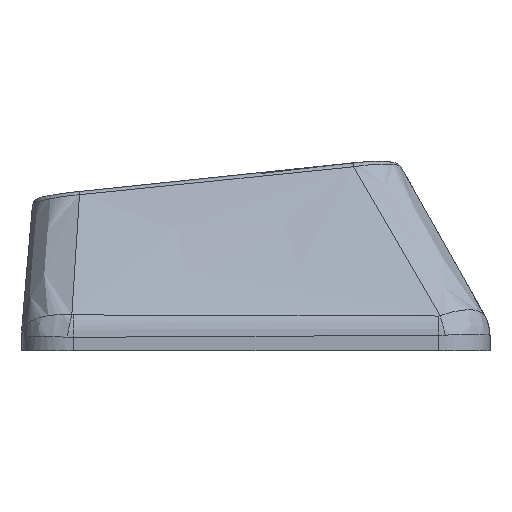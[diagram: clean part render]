
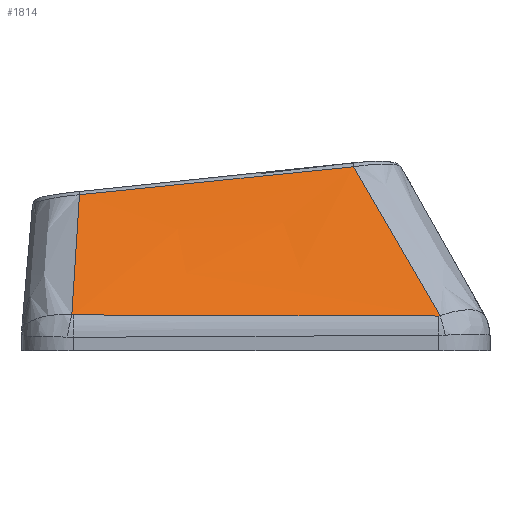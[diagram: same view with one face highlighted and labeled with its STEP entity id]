
A CAD part, left-side view. The second image highlights one B-rep face of the part: STEP entity #1814.
In plain terms, the highlighted free-form (B-spline) face has degree [3, 3] with [4, 4] control points.
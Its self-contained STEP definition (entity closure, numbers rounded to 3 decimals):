
#355=FACE_OUTER_BOUND('',#463,.T.);
#463=EDGE_LOOP('',(#1267,#1268,#1269,#1270,#1271,#1272));
#590=B_SPLINE_CURVE_WITH_KNOTS('',3,(#2726,#2727,#2728,#2729),
 .UNSPECIFIED.,.F.,.F.,(4,4),(0.,0.007),
 .UNSPECIFIED.);
#592=B_SPLINE_CURVE_WITH_KNOTS('',3,(#2753,#2754,#2755,#2756),
 .UNSPECIFIED.,.F.,.F.,(4,4),(0.,1.416),.UNSPECIFIED.);
#594=B_SPLINE_CURVE_WITH_KNOTS('',3,(#2780,#2781,#2782,#2783),
 .UNSPECIFIED.,.F.,.F.,(4,4),(0.,0.006),
 .UNSPECIFIED.);
#609=B_SPLINE_CURVE_WITH_KNOTS('',3,(#3065,#3066,#3067,#3068),
 .UNSPECIFIED.,.F.,.F.,(4,4),(0.022,0.77),
 .UNSPECIFIED.);
#610=B_SPLINE_CURVE_WITH_KNOTS('',3,(#3070,#3071,#3072,#3073),
 .UNSPECIFIED.,.F.,.F.,(4,4),(-1.068,0.),
 .UNSPECIFIED.);
#611=B_SPLINE_CURVE_WITH_KNOTS('',3,(#3074,#3075,#3076,#3077),
 .UNSPECIFIED.,.F.,.F.,(4,4),(-0.59,-0.017),
 .UNSPECIFIED.);
#736=VERTEX_POINT('',#2688);
#738=VERTEX_POINT('',#2719);
#740=VERTEX_POINT('',#2746);
#742=VERTEX_POINT('',#2773);
#758=VERTEX_POINT('',#3064);
#759=VERTEX_POINT('',#3069);
#934=EDGE_CURVE('',#736,#738,#590,.T.);
#937=EDGE_CURVE('',#738,#740,#592,.T.);
#940=EDGE_CURVE('',#740,#742,#594,.T.);
#964=EDGE_CURVE('',#758,#736,#609,.T.);
#965=EDGE_CURVE('',#759,#758,#610,.T.);
#966=EDGE_CURVE('',#742,#759,#611,.T.);
#1267=ORIENTED_EDGE('',*,*,#940,.F.);
#1268=ORIENTED_EDGE('',*,*,#937,.F.);
#1269=ORIENTED_EDGE('',*,*,#934,.F.);
#1270=ORIENTED_EDGE('',*,*,#964,.F.);
#1271=ORIENTED_EDGE('',*,*,#965,.F.);
#1272=ORIENTED_EDGE('',*,*,#966,.F.);
#1767=B_SPLINE_SURFACE_WITH_KNOTS('',3,3,((#3048,#3049,#3050,#3051),(#3052,
#3053,#3054,#3055),(#3056,#3057,#3058,#3059),(#3060,#3061,#3062,#3063)),
 .UNSPECIFIED.,.F.,.F.,.F.,(4,4),(4,4),(0.097,0.894),
(0.027,0.945),.UNSPECIFIED.);
#1814=ADVANCED_FACE('',(#355),#1767,.T.);
#2688=CARTESIAN_POINT('',(-20.782,-7.144,0.355));
#2719=CARTESIAN_POINT('',(-20.786,-7.077,0.347));
#2726=CARTESIAN_POINT('Ctrl Pts',(-20.782,-7.144,0.355));
#2727=CARTESIAN_POINT('Ctrl Pts',(-20.785,-7.122,0.35));
#2728=CARTESIAN_POINT('Ctrl Pts',(-20.786,-7.1,0.347));
#2729=CARTESIAN_POINT('Ctrl Pts',(-20.786,-7.077,0.347));
#2746=CARTESIAN_POINT('',(-20.71,7.086,0.39));
#2753=CARTESIAN_POINT('Ctrl Pts',(-20.786,-7.077,0.347));
#2754=CARTESIAN_POINT('Ctrl Pts',(-20.766,-2.356,0.361));
#2755=CARTESIAN_POINT('Ctrl Pts',(-20.742,2.365,0.375));
#2756=CARTESIAN_POINT('Ctrl Pts',(-20.71,7.086,0.39));
#2773=CARTESIAN_POINT('',(-20.706,7.147,0.395));
#2780=CARTESIAN_POINT('Ctrl Pts',(-20.71,7.086,0.39));
#2781=CARTESIAN_POINT('Ctrl Pts',(-20.71,7.106,0.39));
#2782=CARTESIAN_POINT('Ctrl Pts',(-20.708,7.127,0.392));
#2783=CARTESIAN_POINT('Ctrl Pts',(-20.706,7.147,0.395));
#3048=CARTESIAN_POINT('Ctrl Pts',(-17.417,-4.155,6.178));
#3049=CARTESIAN_POINT('Ctrl Pts',(-18.54,-5.153,4.234));
#3050=CARTESIAN_POINT('Ctrl Pts',(-19.663,-6.15,2.291));
#3051=CARTESIAN_POINT('Ctrl Pts',(-20.786,-7.147,0.347));
#3052=CARTESIAN_POINT('Ctrl Pts',(-17.417,-0.389,
5.793));
#3053=CARTESIAN_POINT('Ctrl Pts',(-18.54,-1.053,3.971));
#3054=CARTESIAN_POINT('Ctrl Pts',(-19.663,-1.718,2.148));
#3055=CARTESIAN_POINT('Ctrl Pts',(-20.786,-2.382,0.326));
#3056=CARTESIAN_POINT('Ctrl Pts',(-17.417,3.378,5.409));
#3057=CARTESIAN_POINT('Ctrl Pts',(-18.54,3.046,3.707));
#3058=CARTESIAN_POINT('Ctrl Pts',(-19.663,2.714,2.006));
#3059=CARTESIAN_POINT('Ctrl Pts',(-20.786,2.382,0.304));
#3060=CARTESIAN_POINT('Ctrl Pts',(-17.417,7.145,5.024));
#3061=CARTESIAN_POINT('Ctrl Pts',(-18.54,7.146,3.444));
#3062=CARTESIAN_POINT('Ctrl Pts',(-19.663,7.146,1.863));
#3063=CARTESIAN_POINT('Ctrl Pts',(-20.786,7.147,0.282));
#3064=CARTESIAN_POINT('',(-17.418,-3.777,6.138));
#3065=CARTESIAN_POINT('Ctrl Pts',(-17.418,-3.777,6.138));
#3066=CARTESIAN_POINT('Ctrl Pts',(-18.545,-4.905,4.215));
#3067=CARTESIAN_POINT('Ctrl Pts',(-19.665,-6.026,2.287));
#3068=CARTESIAN_POINT('Ctrl Pts',(-20.782,-7.144,0.355));
#3069=CARTESIAN_POINT('',(-17.417,6.849,5.054));
#3070=CARTESIAN_POINT('Ctrl Pts',(-17.417,6.849,5.054));
#3071=CARTESIAN_POINT('Ctrl Pts',(-17.418,3.307,5.415));
#3072=CARTESIAN_POINT('Ctrl Pts',(-17.418,-0.235,
5.776));
#3073=CARTESIAN_POINT('Ctrl Pts',(-17.418,-3.777,6.138));
#3074=CARTESIAN_POINT('Ctrl Pts',(-20.706,7.147,0.395));
#3075=CARTESIAN_POINT('Ctrl Pts',(-19.605,7.041,1.946));
#3076=CARTESIAN_POINT('Ctrl Pts',(-18.507,6.94,3.499));
#3077=CARTESIAN_POINT('Ctrl Pts',(-17.417,6.849,5.054));
